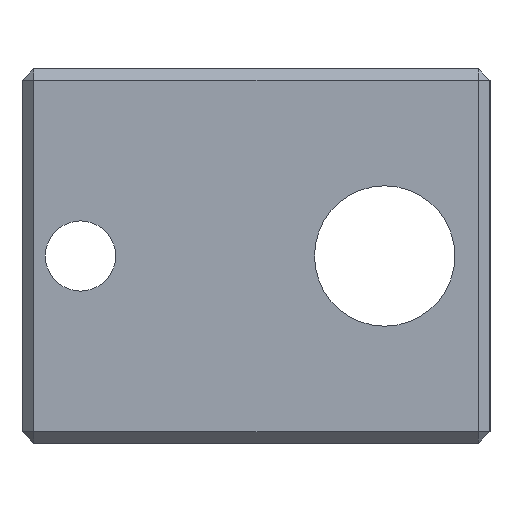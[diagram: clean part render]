
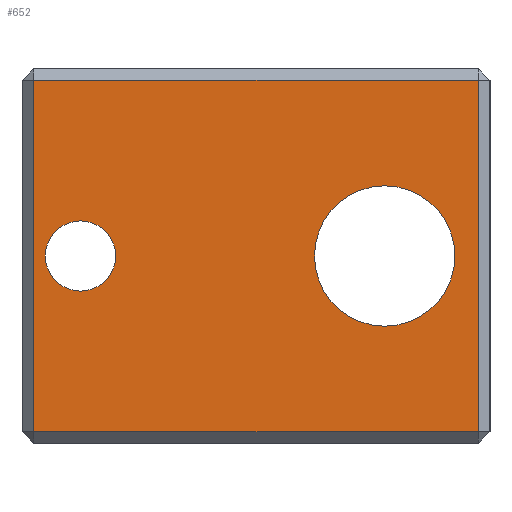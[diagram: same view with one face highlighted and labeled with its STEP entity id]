
A CAD part, front view. The second image highlights one B-rep face of the part: STEP entity #652.
In plain terms, the highlighted planar face has unit normal (0, -1, 0).
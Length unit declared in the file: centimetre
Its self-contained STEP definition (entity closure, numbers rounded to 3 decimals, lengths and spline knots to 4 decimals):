
#110=VECTOR('',#770,1.);
#111=VECTOR('',#771,1.);
#112=VECTOR('',#772,1.);
#113=VECTOR('',#773,1.);
#170=LINE('',#897,#110);
#171=LINE('',#900,#111);
#172=LINE('',#902,#112);
#173=LINE('',#904,#113);
#227=PLANE('',#701);
#268=VERTEX_POINT('',#888);
#271=VERTEX_POINT('',#895);
#272=VERTEX_POINT('',#898);
#273=VERTEX_POINT('',#899);
#274=VERTEX_POINT('',#901);
#275=VERTEX_POINT('',#903);
#307=CIRCLE('',#696,0.15);
#310=CIRCLE('',#700,0.3);
#326=EDGE_CURVE('',#268,#268,#307,.T.);
#329=EDGE_CURVE('',#271,#271,#310,.T.);
#330=EDGE_CURVE('',#272,#273,#170,.T.);
#331=EDGE_CURVE('',#274,#272,#171,.T.);
#332=EDGE_CURVE('',#275,#274,#172,.T.);
#333=EDGE_CURVE('',#273,#275,#173,.T.);
#410=ORIENTED_EDGE('',*,*,#330,.F.);
#411=ORIENTED_EDGE('',*,*,#331,.F.);
#412=ORIENTED_EDGE('',*,*,#332,.F.);
#413=ORIENTED_EDGE('',*,*,#333,.F.);
#414=ORIENTED_EDGE('',*,*,#329,.T.);
#415=ORIENTED_EDGE('',*,*,#326,.T.);
#555=EDGE_LOOP('',(#410,#411,#412,#413));
#556=EDGE_LOOP('',(#414));
#557=EDGE_LOOP('',(#415));
#607=FACE_BOUND('',#555,.T.);
#608=FACE_BOUND('',#556,.T.);
#609=FACE_BOUND('',#557,.T.);
#652=ADVANCED_FACE('',(#607,#608,#609),#227,.T.);
#696=AXIS2_PLACEMENT_3D('',#887,#759,#760);
#700=AXIS2_PLACEMENT_3D('',#894,#767,#768);
#701=AXIS2_PLACEMENT_3D('',#896,#769,$);
#759=DIRECTION('',(0.,1.,0.));
#760=DIRECTION('',(0.15,0.,0.));
#767=DIRECTION('',(0.,1.,0.));
#768=DIRECTION('',(0.3,0.,0.));
#769=DIRECTION('',(0.,-1.,0.));
#770=DIRECTION('',(-1.,0.,0.));
#771=DIRECTION('',(0.,0.,-1.));
#772=DIRECTION('',(1.,0.,0.));
#773=DIRECTION('',(0.,0.,1.));
#887=CARTESIAN_POINT('',(-1.3,-0.4,0.));
#888=CARTESIAN_POINT('',(-1.45,-0.4,0.));
#894=CARTESIAN_POINT('',(0.,-0.4,0.));
#895=CARTESIAN_POINT('',(-0.3,-0.4,0.));
#896=CARTESIAN_POINT('',(-0.55,-0.4,-0.8));
#897=CARTESIAN_POINT('',(-0.55,-0.4,-0.75));
#898=CARTESIAN_POINT('',(0.4,-0.4,-0.75));
#899=CARTESIAN_POINT('',(-1.5,-0.4,-0.75));
#900=CARTESIAN_POINT('',(0.4,-0.4,-0.8));
#901=CARTESIAN_POINT('',(0.4,-0.4,0.75));
#902=CARTESIAN_POINT('',(-0.55,-0.4,0.75));
#903=CARTESIAN_POINT('',(-1.5,-0.4,0.75));
#904=CARTESIAN_POINT('',(-1.5,-0.4,-0.8));
